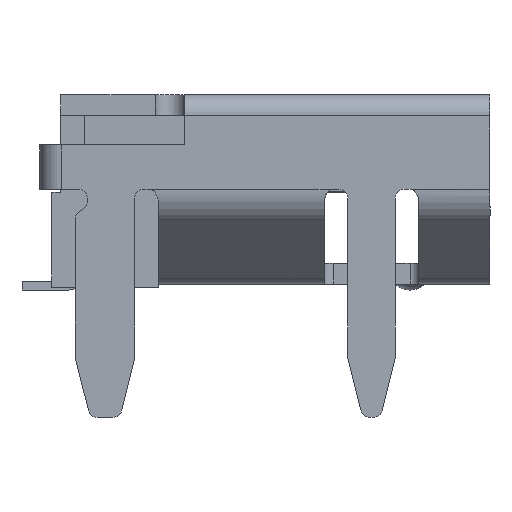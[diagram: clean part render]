
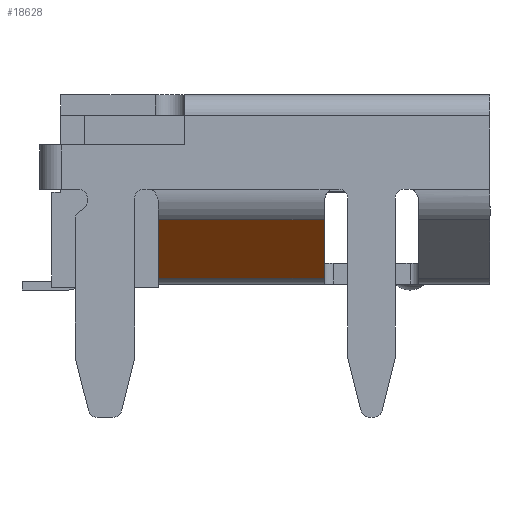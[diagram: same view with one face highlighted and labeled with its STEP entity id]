
A CAD part, front view. The second image highlights one B-rep face of the part: STEP entity #18628.
In plain terms, the highlighted planar face has unit normal (0, -0.681, -0.733).
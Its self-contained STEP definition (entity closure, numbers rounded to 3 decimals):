
#2473=ORIENTED_EDGE('',*,*,#6490,.F.);
#2474=ORIENTED_EDGE('',*,*,#6493,.T.);
#2475=ORIENTED_EDGE('',*,*,#6483,.F.);
#2476=ORIENTED_EDGE('',*,*,#6461,.F.);
#6461=EDGE_CURVE('',#8634,#8635,#10417,.T.);
#6483=EDGE_CURVE('',#8635,#8646,#10430,.T.);
#6490=EDGE_CURVE('',#8651,#8634,#10435,.T.);
#6493=EDGE_CURVE('',#8651,#8646,#10437,.T.);
#8634=VERTEX_POINT('',#26724);
#8635=VERTEX_POINT('',#26726);
#8646=VERTEX_POINT('',#26775);
#8651=VERTEX_POINT('',#26793);
#10417=LINE('',#26725,#12584);
#10430=LINE('',#26782,#12597);
#10435=LINE('',#26794,#12602);
#10437=LINE('',#26799,#12604);
#12584=VECTOR('',#22134,1000.);
#12597=VECTOR('',#22173,1000.);
#12602=VECTOR('',#22186,1000.);
#12604=VECTOR('',#22192,1000.);
#14307=EDGE_LOOP('',(#2473,#2474,#2475,#2476));
#15190=FACE_BOUND('',#14307,.T.);
#15991=PLANE('',#19680);
#18628=ADVANCED_FACE('',(#15190),#15991,.F.);
#19680=AXIS2_PLACEMENT_3D('',#26798,#22190,#22191);
#22134=DIRECTION('',(1.,0.,0.));
#22173=DIRECTION('',(0.,0.733,-0.681));
#22186=DIRECTION('',(0.,-0.733,0.681));
#22190=DIRECTION('',(0.,0.681,0.733));
#22191=DIRECTION('',(0.,0.733,-0.681));
#22192=DIRECTION('',(1.,0.,0.));
#26724=CARTESIAN_POINT('',(0.9,-5.376,-0.313));
#26725=CARTESIAN_POINT('',(-0.75,-5.376,-0.313));
#26726=CARTESIAN_POINT('',(3.7,-5.376,-0.313));
#26775=CARTESIAN_POINT('',(3.7,-4.31,-1.304));
#26782=CARTESIAN_POINT('',(3.7,-4.31,-1.304));
#26793=CARTESIAN_POINT('',(0.9,-4.31,-1.304));
#26794=CARTESIAN_POINT('',(0.9,-4.31,-1.304));
#26798=CARTESIAN_POINT('',(-0.75,-4.31,-1.304));
#26799=CARTESIAN_POINT('',(-0.75,-4.31,-1.304));
